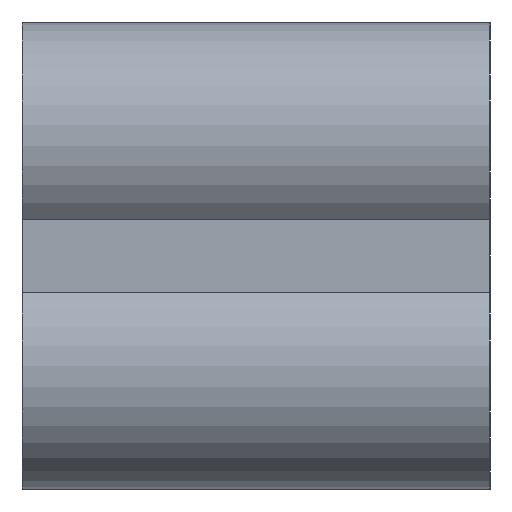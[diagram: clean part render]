
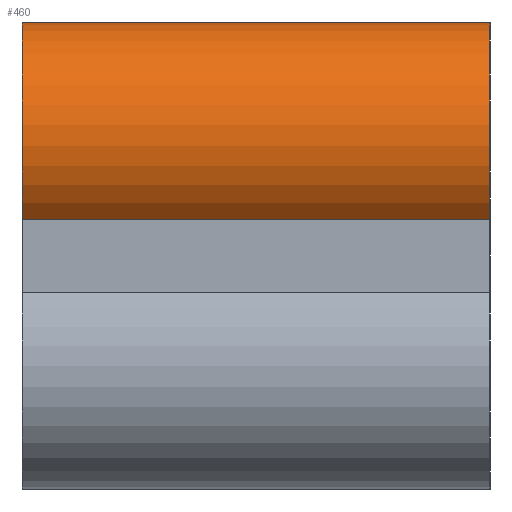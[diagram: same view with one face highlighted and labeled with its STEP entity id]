
A CAD part, left-side view. The second image highlights one B-rep face of the part: STEP entity #460.
In plain terms, the highlighted cylindrical face has radius 11 mm (diameter 22 mm), a partial arc.
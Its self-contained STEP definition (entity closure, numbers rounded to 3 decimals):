
#19=CYLINDRICAL_SURFACE('',#511,11.);
#43=FACE_OUTER_BOUND('',#69,.T.);
#69=EDGE_LOOP('',(#387,#388,#389,#390));
#89=CIRCLE('',#481,11.);
#99=CIRCLE('',#492,11.);
#132=LINE('',#759,#173);
#134=LINE('',#762,#175);
#173=VECTOR('',#597,44.);
#175=VECTOR('',#601,44.);
#201=VERTEX_POINT('',#691);
#202=VERTEX_POINT('',#693);
#222=VERTEX_POINT('',#734);
#223=VERTEX_POINT('',#736);
#245=EDGE_CURVE('',#201,#202,#89,.T.);
#266=EDGE_CURVE('',#222,#223,#99,.T.);
#278=EDGE_CURVE('',#202,#222,#132,.T.);
#280=EDGE_CURVE('',#201,#223,#134,.T.);
#387=ORIENTED_EDGE('',*,*,#266,.F.);
#388=ORIENTED_EDGE('',*,*,#278,.F.);
#389=ORIENTED_EDGE('',*,*,#245,.F.);
#390=ORIENTED_EDGE('',*,*,#280,.T.);
#460=ADVANCED_FACE('',(#43),#19,.T.);
#481=AXIS2_PLACEMENT_3D('',#694,#544,#545);
#492=AXIS2_PLACEMENT_3D('',#737,#577,#578);
#511=AXIS2_PLACEMENT_3D('',#791,#640,#641);
#544=DIRECTION('center_axis',(0.,-1.,0.));
#545=DIRECTION('ref_axis',(0.732,0.,0.682));
#577=DIRECTION('center_axis',(0.,1.,0.));
#578=DIRECTION('ref_axis',(-0.727,0.,-0.686));
#597=DIRECTION('',(0.,1.,0.));
#601=DIRECTION('',(0.,1.,0.));
#640=DIRECTION('center_axis',(0.,1.,0.));
#641=DIRECTION('ref_axis',(1.,0.,0.));
#691=CARTESIAN_POINT('',(8.047,0.,18.5));
#693=CARTESIAN_POINT('',(-8.,0.,3.45));
#694=CARTESIAN_POINT('Origin',(0.,0.,11.));
#734=CARTESIAN_POINT('',(-8.,44.,3.45));
#736=CARTESIAN_POINT('',(8.047,44.,18.5));
#737=CARTESIAN_POINT('Origin',(0.,44.,11.));
#759=CARTESIAN_POINT('',(-8.,0.,3.45));
#762=CARTESIAN_POINT('',(8.047,0.,18.5));
#791=CARTESIAN_POINT('Origin',(0.,0.,11.));
